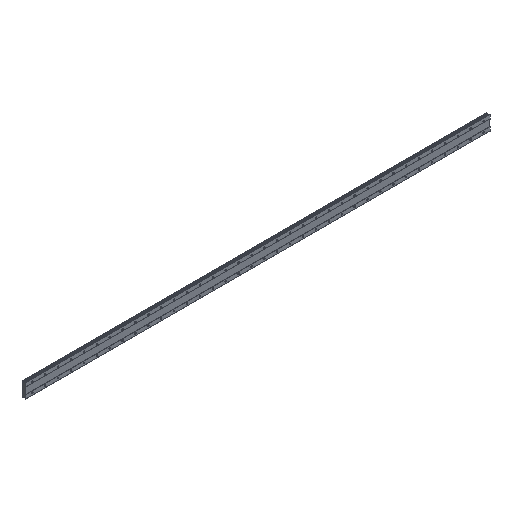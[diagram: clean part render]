
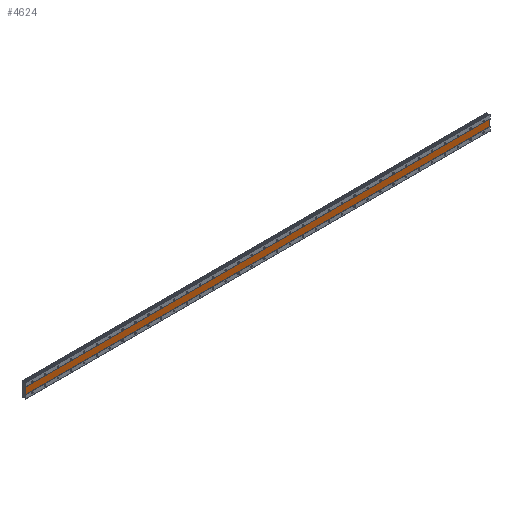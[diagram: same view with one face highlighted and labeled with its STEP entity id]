
A CAD part, isometric view. The second image highlights one B-rep face of the part: STEP entity #4624.
In plain terms, the highlighted planar face has unit normal (0, -1, 0).
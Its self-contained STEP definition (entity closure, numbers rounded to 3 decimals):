
#688 = VECTOR ( 'NONE', #11685, 1000. ) ;
#786 = EDGE_CURVE ( 'NONE', #6996, #8081, #6969, .T. ) ;
#891 = VECTOR ( 'NONE', #6793, 1000. ) ;
#928 = EDGE_CURVE ( 'NONE', #4649, #6996, #6177, .T. ) ;
#1731 = CARTESIAN_POINT ( 'NONE',  ( 2840., 1., 20. ) ) ;
#1795 = DIRECTION ( 'NONE',  ( 0., 1., 0. ) ) ;
#1850 = FACE_OUTER_BOUND ( 'NONE', #12168, .T. ) ;
#2381 = ORIENTED_EDGE ( 'NONE', *, *, #928, .F. ) ;
#2688 = ORIENTED_EDGE ( 'NONE', *, *, #8635, .F. ) ;
#2776 = DIRECTION ( 'NONE',  ( 0., 0., 1. ) ) ;
#2948 = PLANE ( 'NONE',  #8076 ) ;
#3138 = CARTESIAN_POINT ( 'NONE',  ( -40., 1., -20. ) ) ;
#3466 = DIRECTION ( 'NONE',  ( -1., 0., 0. ) ) ;
#4624 = ADVANCED_FACE ( 'NONE', ( #1850 ), #2948, .F. ) ;
#4649 = VERTEX_POINT ( 'NONE', #7939 ) ;
#5065 = DIRECTION ( 'NONE',  ( 0., 0., -1. ) ) ;
#5939 = VECTOR ( 'NONE', #3466, 1000. ) ;
#6177 = LINE ( 'NONE', #11034, #5939 ) ;
#6234 = CARTESIAN_POINT ( 'NONE',  ( 2840., 1., 20. ) ) ;
#6793 = DIRECTION ( 'NONE',  ( 0., 0., 1. ) ) ;
#6969 = LINE ( 'NONE', #10540, #891 ) ;
#6992 = VERTEX_POINT ( 'NONE', #7942 ) ;
#6996 = VERTEX_POINT ( 'NONE', #3138 ) ;
#7841 = LINE ( 'NONE', #8897, #688 ) ;
#7939 = CARTESIAN_POINT ( 'NONE',  ( 2840., 1., -20. ) ) ;
#7942 = CARTESIAN_POINT ( 'NONE',  ( 2840., 1., 20. ) ) ;
#8076 = AXIS2_PLACEMENT_3D ( 'NONE', #1731, #1795, #2776 ) ;
#8081 = VERTEX_POINT ( 'NONE', #8820 ) ;
#8316 = EDGE_CURVE ( 'NONE', #8081, #6992, #7841, .T. ) ;
#8635 = EDGE_CURVE ( 'NONE', #6992, #4649, #8902, .T. ) ;
#8820 = CARTESIAN_POINT ( 'NONE',  ( -40., 1., 20. ) ) ;
#8897 = CARTESIAN_POINT ( 'NONE',  ( 2840., 1., 20. ) ) ;
#8902 = LINE ( 'NONE', #6234, #9704 ) ;
#9704 = VECTOR ( 'NONE', #5065, 1000. ) ;
#9948 = ORIENTED_EDGE ( 'NONE', *, *, #8316, .F. ) ;
#10540 = CARTESIAN_POINT ( 'NONE',  ( -40., 1., 20. ) ) ;
#11034 = CARTESIAN_POINT ( 'NONE',  ( 2840., 1., -20. ) ) ;
#11599 = ORIENTED_EDGE ( 'NONE', *, *, #786, .F. ) ;
#11685 = DIRECTION ( 'NONE',  ( 1., 0., 0. ) ) ;
#12168 = EDGE_LOOP ( 'NONE', ( #2381, #2688, #9948, #11599 ) ) ;
